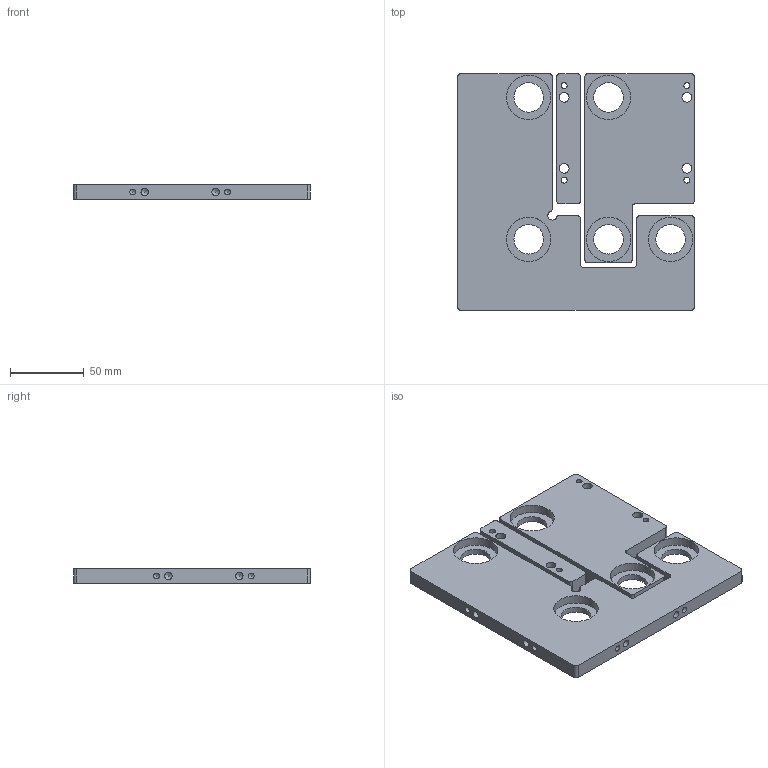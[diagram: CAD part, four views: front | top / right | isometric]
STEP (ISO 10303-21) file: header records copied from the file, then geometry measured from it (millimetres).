
FILE_DESCRIPTION(/* description */ (''),/* implementation_level */ '2;1');
FILE_NAME(/* name */ 'MFTmaker v11.step',/* time_stamp */ '2025-09-02T17:52:25+01:00',/* author */ (''),/* organization */ (''),/* preprocessor_version */ 'ST-DEVELOPER v20.1',/* originating_system */ 'Autodesk Translation Framework v14.10.0.0',/* authorisation */ '');
FILE_SCHEMA (('AUTOMOTIVE_DESIGN { 1 0 10303 214 3 1 1 }'));
Length unit declared in the file: millimetre
Products named in the file (1): MFTmaker
Bounding box: 160 x 160 x 10 mm (x, y, z)
Volume: 210189.6 mm3; surface area: 65762.6 mm2
Topology: 3 solids, 3 shells, 87 faces, 220 edges, 144 vertices
Faces by surface type: cylinder 48, plane 31, cone 8
Full cylindrical faces by diameter (mm): 4 x8, 5.035 x4, 6.6 x4, 20 x5, 30 x5
Entity records: 2689 total; most frequent: DIRECTION 484, CARTESIAN_POINT 444, ORIENTED_EDGE 424, EDGE_CURVE 212, AXIS2_PLACEMENT_3D 184, VERTEX_POINT 144, EDGE_LOOP 126, LINE 116
